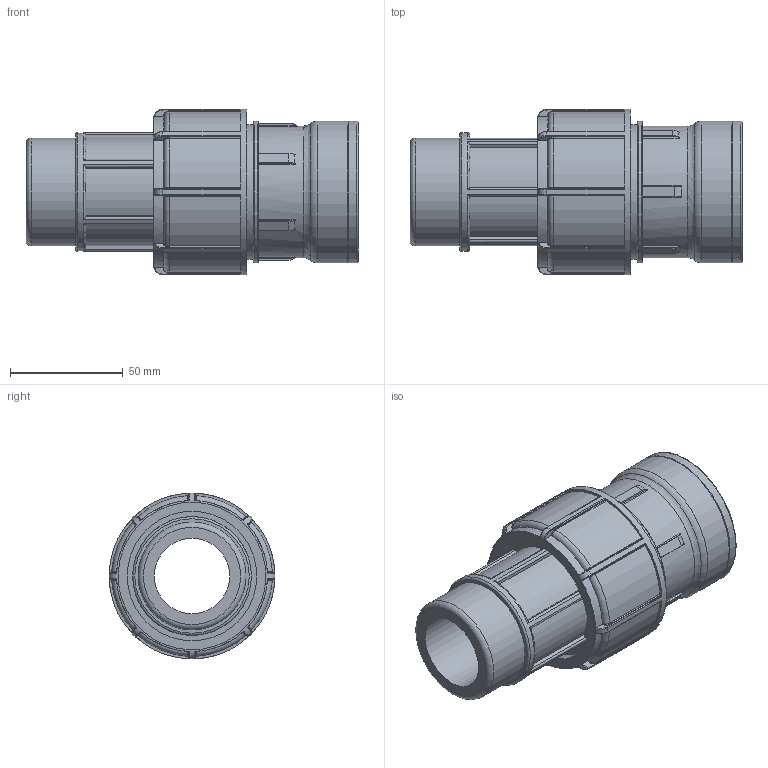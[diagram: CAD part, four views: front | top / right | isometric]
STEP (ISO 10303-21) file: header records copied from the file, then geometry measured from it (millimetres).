
FILE_DESCRIPTION(/* description */ ('PLASSON L.14 UNION ADAPTOR MALE/FEMALE (SILVER) 1.1/2"-1.1/2"'),/* implementation_level */ '2;1');
FILE_NAME(/* name */ '1403R0015015.ipt.stp',/* time_stamp */ '2018-04-09T13:03:24+03:00',/* author */ ('KIM'),/* organization */ (''),/* preprocessor_version */ 'ST-DEVELOPER v15.6',/* originating_system */ 'Autodesk Inventor 2015',/* authorisation */ '');
FILE_SCHEMA (('AUTOMOTIVE_DESIGN { 1 0 10303 214 3 1 1 }'));
Length unit declared in the file: millimetre
Products named in the file (1): 1403R0015015
Bounding box: 147 x 73.4 x 73.4 mm (x, y, z)
Volume: 262304.3 mm3; surface area: 54283.1 mm2
Topology: 1 solids, 1 shells, 220 faces, 604 edges, 393 vertices
Faces by surface type: cylinder 94, plane 69, bspline 33, torus 22, cone 2
Full cylindrical faces by diameter (mm): 33.462 x1, 44.845 x1, 47.803 x1, 52.583 x1, 57.364 x1, 58.298 x1, 59.644 x1, 62.783 x3, 73.4 x1
Entity records: 8377 total; most frequent: CARTESIAN_POINT 3090, ORIENTED_EDGE 1154, DIRECTION 1011, EDGE_CURVE 577, AXIS2_PLACEMENT_3D 398, VERTEX_POINT 387, EDGE_LOOP 250, FACE_OUTER_BOUND 220
